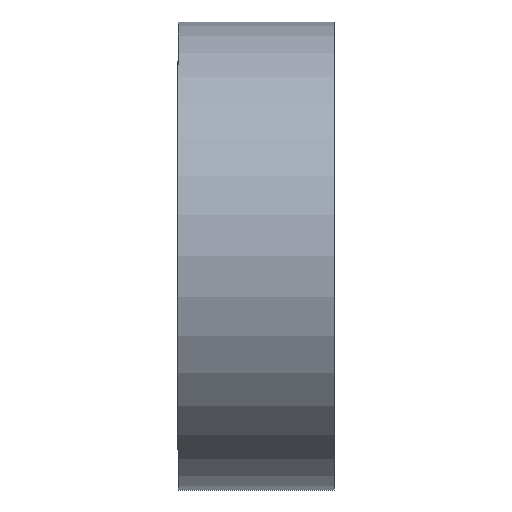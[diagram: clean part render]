
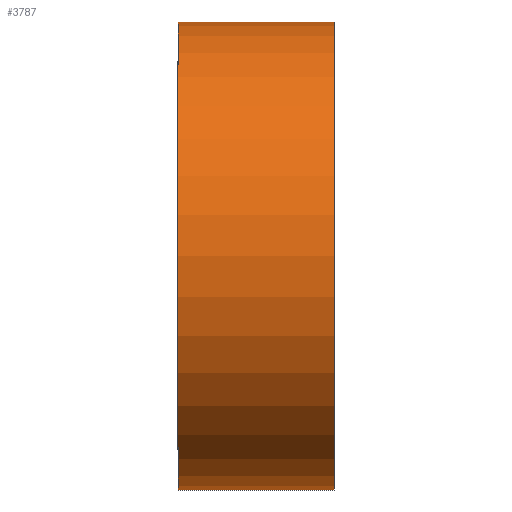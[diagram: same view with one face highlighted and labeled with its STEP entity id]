
A CAD part, left-side view. The second image highlights one B-rep face of the part: STEP entity #3787.
In plain terms, the highlighted cylindrical face has radius 38.1 mm (diameter 76.2 mm), a partial arc.
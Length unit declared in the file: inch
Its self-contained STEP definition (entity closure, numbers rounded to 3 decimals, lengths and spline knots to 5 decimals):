
#621 = CARTESIAN_POINT ( 'NONE',  ( -0.73756, 1., 0. ) ) ;
#640 = DIRECTION ( 'NONE',  ( 0., -1., 0. ) ) ;
#965 = FACE_OUTER_BOUND ( 'NONE', #6464, .T. ) ;
#1190 = DIRECTION ( 'NONE',  ( 0., 1., 0. ) ) ;
#1770 = ORIENTED_EDGE ( 'NONE', *, *, #4202, .T. ) ;
#2062 = DIRECTION ( 'NONE',  ( 0., -1., 0. ) ) ;
#2389 = DIRECTION ( 'NONE',  ( 0., 1., 0. ) ) ;
#2516 = VERTEX_POINT ( 'NONE', #9461 ) ;
#2723 = EDGE_CURVE ( 'NONE', #7273, #2516, #9131, .T. ) ;
#3508 = CARTESIAN_POINT ( 'NONE',  ( -0.73756, 1., -1.5 ) ) ;
#3708 = AXIS2_PLACEMENT_3D ( 'NONE', #5564, #1190, #6301 ) ;
#3775 = DIRECTION ( 'NONE',  ( 0., -1., 0. ) ) ;
#3787 = ADVANCED_FACE ( 'NONE', ( #965 ), #4164, .T. ) ;
#3998 = CARTESIAN_POINT ( 'NONE',  ( -0.73756, 0., -1.5 ) ) ;
#4164 = CYLINDRICAL_SURFACE ( 'NONE', #7249, 1.5 ) ;
#4168 = CARTESIAN_POINT ( 'NONE',  ( -0.73756, 1., -1.5 ) ) ;
#4202 = EDGE_CURVE ( 'NONE', #7112, #2516, #6476, .T. ) ;
#4905 = LINE ( 'NONE', #3508, #6878 ) ;
#5141 = ORIENTED_EDGE ( 'NONE', *, *, #7779, .T. ) ;
#5564 = CARTESIAN_POINT ( 'NONE',  ( -0.73756, 1., 0. ) ) ;
#6301 = DIRECTION ( 'NONE',  ( 0., 0., 1. ) ) ;
#6464 = EDGE_LOOP ( 'NONE', ( #1770, #9071, #8084, #5141 ) ) ;
#6476 = CIRCLE ( 'NONE', #8803, 1.5 ) ;
#6567 = CARTESIAN_POINT ( 'NONE',  ( -0.73756, 1., 1.5 ) ) ;
#6707 = VERTEX_POINT ( 'NONE', #4168 ) ;
#6767 = CARTESIAN_POINT ( 'NONE',  ( -0.73756, 0., 0. ) ) ;
#6878 = VECTOR ( 'NONE', #640, 39.37008 ) ;
#6910 = VECTOR ( 'NONE', #3775, 39.37008 ) ;
#7112 = VERTEX_POINT ( 'NONE', #3998 ) ;
#7249 = AXIS2_PLACEMENT_3D ( 'NONE', #621, #2062, #7946 ) ;
#7273 = VERTEX_POINT ( 'NONE', #6567 ) ;
#7518 = DIRECTION ( 'NONE',  ( 0., 0., 1. ) ) ;
#7779 = EDGE_CURVE ( 'NONE', #6707, #7112, #4905, .T. ) ;
#7946 = DIRECTION ( 'NONE',  ( 0., 0., -1. ) ) ;
#8084 = ORIENTED_EDGE ( 'NONE', *, *, #9464, .F. ) ;
#8803 = AXIS2_PLACEMENT_3D ( 'NONE', #6767, #2389, #7518 ) ;
#8981 = CARTESIAN_POINT ( 'NONE',  ( -0.73756, 1., 1.5 ) ) ;
#9071 = ORIENTED_EDGE ( 'NONE', *, *, #2723, .F. ) ;
#9131 = LINE ( 'NONE', #8981, #6910 ) ;
#9347 = CIRCLE ( 'NONE', #3708, 1.5 ) ;
#9461 = CARTESIAN_POINT ( 'NONE',  ( -0.73756, 0., 1.5 ) ) ;
#9464 = EDGE_CURVE ( 'NONE', #6707, #7273, #9347, .T. ) ;
